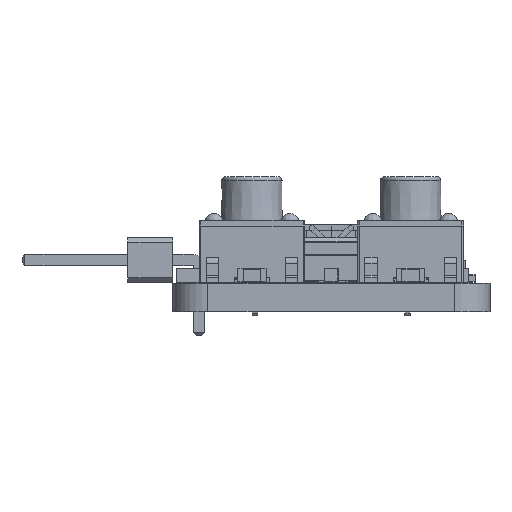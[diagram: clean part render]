
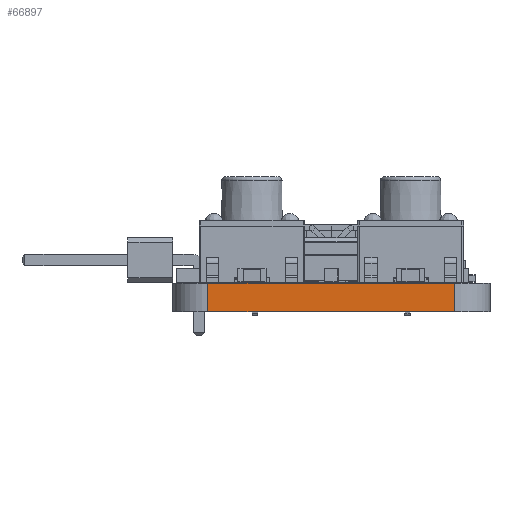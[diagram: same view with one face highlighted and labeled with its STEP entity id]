
A CAD part, left-side view. The second image highlights one B-rep face of the part: STEP entity #66897.
In plain terms, the highlighted planar face has unit normal (-1, 0, 0).
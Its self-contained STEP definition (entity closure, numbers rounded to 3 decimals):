
#66068 = VERTEX_POINT('',#66069);
#66069 = CARTESIAN_POINT('',(-37.5,7.,0.));
#66076 = EDGE_CURVE('',#66077,#66068,#66079,.T.);
#66077 = VERTEX_POINT('',#66078);
#66078 = CARTESIAN_POINT('',(-37.5,-7.,0.));
#66079 = LINE('',#66080,#66081);
#66080 = CARTESIAN_POINT('',(-37.5,-7.,0.));
#66081 = VECTOR('',#66082,1.);
#66082 = DIRECTION('',(0.,1.,0.));
#66456 = VERTEX_POINT('',#66457);
#66457 = CARTESIAN_POINT('',(-37.5,7.,1.6));
#66464 = EDGE_CURVE('',#66465,#66456,#66467,.T.);
#66465 = VERTEX_POINT('',#66466);
#66466 = CARTESIAN_POINT('',(-37.5,-7.,1.6));
#66467 = LINE('',#66468,#66469);
#66468 = CARTESIAN_POINT('',(-37.5,-7.,1.6));
#66469 = VECTOR('',#66470,1.);
#66470 = DIRECTION('',(0.,1.,0.));
#66867 = EDGE_CURVE('',#66068,#66456,#66868,.T.);
#66868 = LINE('',#66869,#66870);
#66869 = CARTESIAN_POINT('',(-37.5,7.,0.));
#66870 = VECTOR('',#66871,1.);
#66871 = DIRECTION('',(0.,0.,1.));
#66897 = ADVANCED_FACE('',(#66898),#66909,.T.);
#66898 = FACE_BOUND('',#66899,.T.);
#66899 = EDGE_LOOP('',(#66900,#66906,#66907,#66908));
#66900 = ORIENTED_EDGE('',*,*,#66901,.T.);
#66901 = EDGE_CURVE('',#66077,#66465,#66902,.T.);
#66902 = LINE('',#66903,#66904);
#66903 = CARTESIAN_POINT('',(-37.5,-7.,0.));
#66904 = VECTOR('',#66905,1.);
#66905 = DIRECTION('',(0.,0.,1.));
#66906 = ORIENTED_EDGE('',*,*,#66464,.T.);
#66907 = ORIENTED_EDGE('',*,*,#66867,.F.);
#66908 = ORIENTED_EDGE('',*,*,#66076,.F.);
#66909 = PLANE('',#66910);
#66910 = AXIS2_PLACEMENT_3D('',#66911,#66912,#66913);
#66911 = CARTESIAN_POINT('',(-37.5,-7.,0.));
#66912 = DIRECTION('',(-1.,0.,0.));
#66913 = DIRECTION('',(0.,1.,0.));
